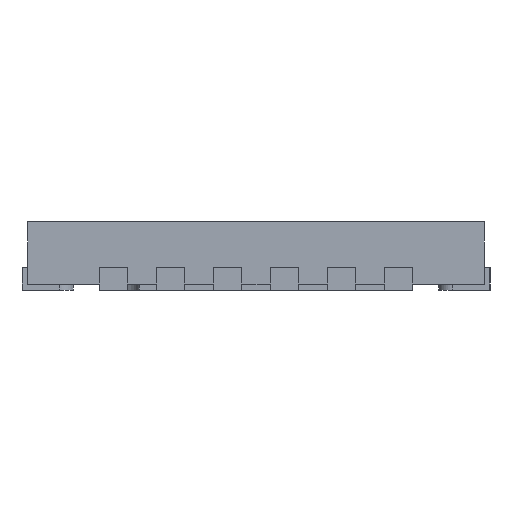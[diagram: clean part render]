
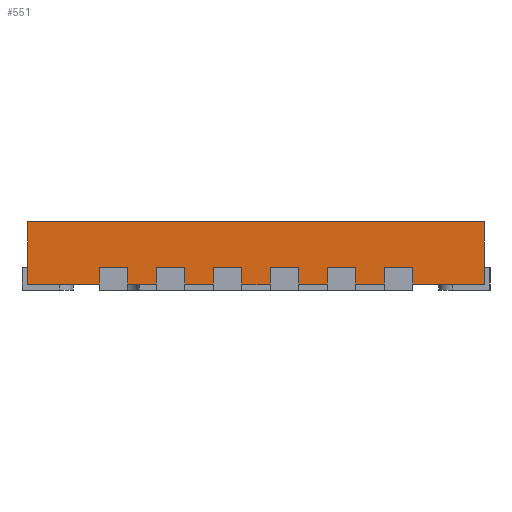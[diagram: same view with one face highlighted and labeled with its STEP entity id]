
A CAD part, left-side view. The second image highlights one B-rep face of the part: STEP entity #551.
In plain terms, the highlighted planar face has unit normal (-1, 0, 0).
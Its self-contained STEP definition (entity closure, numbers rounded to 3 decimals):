
#306 = ORIENTED_EDGE ( 'NONE', *, *, #15025, .T. ) ;
#451 = VERTEX_POINT ( 'NONE', #2753 ) ;
#551 = ADVANCED_FACE ( 'NONE', ( #602 ), #820, .F. ) ;
#602 = FACE_OUTER_BOUND ( 'NONE', #10208, .T. ) ;
#820 = PLANE ( 'NONE',  #10680 ) ;
#881 = VECTOR ( 'NONE', #15175, 1000. ) ;
#911 = CARTESIAN_POINT ( 'NONE',  ( -2., -2., 0.05 ) ) ;
#1645 = ORIENTED_EDGE ( 'NONE', *, *, #5949, .T. ) ;
#2116 = CARTESIAN_POINT ( 'NONE',  ( -2., 2., 6.857 ) ) ;
#2753 = CARTESIAN_POINT ( 'NONE',  ( -2., 2., 0.05 ) ) ;
#4070 = EDGE_CURVE ( 'NONE', #5098, #4516, #6603, .T. ) ;
#4307 = CARTESIAN_POINT ( 'NONE',  ( -2., -2., 6.857 ) ) ;
#4516 = VERTEX_POINT ( 'NONE', #5821 ) ;
#5073 = VECTOR ( 'NONE', #12487, 1000. ) ;
#5074 = CARTESIAN_POINT ( 'NONE',  ( -2., 2., 0.6 ) ) ;
#5098 = VERTEX_POINT ( 'NONE', #12847 ) ;
#5314 = DIRECTION ( 'NONE',  ( 1., 0., 0. ) ) ;
#5466 = LINE ( 'NONE', #911, #13895 ) ;
#5543 = DIRECTION ( 'NONE',  ( 0., 0., -1. ) ) ;
#5821 = CARTESIAN_POINT ( 'NONE',  ( -2., -2., 0.05 ) ) ;
#5949 = EDGE_CURVE ( 'NONE', #11541, #451, #10287, .T. ) ;
#6469 = DIRECTION ( 'NONE',  ( 0., -1., 0. ) ) ;
#6603 = LINE ( 'NONE', #7982, #5073 ) ;
#7982 = CARTESIAN_POINT ( 'NONE',  ( -2., -2., 6.857 ) ) ;
#9094 = LINE ( 'NONE', #10327, #15132 ) ;
#9875 = EDGE_CURVE ( 'NONE', #5098, #11541, #9094, .T. ) ;
#10098 = DIRECTION ( 'NONE',  ( 0., 1., 0. ) ) ;
#10208 = EDGE_LOOP ( 'NONE', ( #13999, #14215, #1645, #306 ) ) ;
#10287 = LINE ( 'NONE', #2116, #881 ) ;
#10327 = CARTESIAN_POINT ( 'NONE',  ( -2., -2., 0.6 ) ) ;
#10680 = AXIS2_PLACEMENT_3D ( 'NONE', #4307, #5314, #5543 ) ;
#11541 = VERTEX_POINT ( 'NONE', #5074 ) ;
#12487 = DIRECTION ( 'NONE',  ( 0., 0., -1. ) ) ;
#12847 = CARTESIAN_POINT ( 'NONE',  ( -2., -2., 0.6 ) ) ;
#13895 = VECTOR ( 'NONE', #6469, 1000. ) ;
#13999 = ORIENTED_EDGE ( 'NONE', *, *, #4070, .F. ) ;
#14215 = ORIENTED_EDGE ( 'NONE', *, *, #9875, .T. ) ;
#15025 = EDGE_CURVE ( 'NONE', #451, #4516, #5466, .T. ) ;
#15132 = VECTOR ( 'NONE', #10098, 1000. ) ;
#15175 = DIRECTION ( 'NONE',  ( 0., 0., -1. ) ) ;
